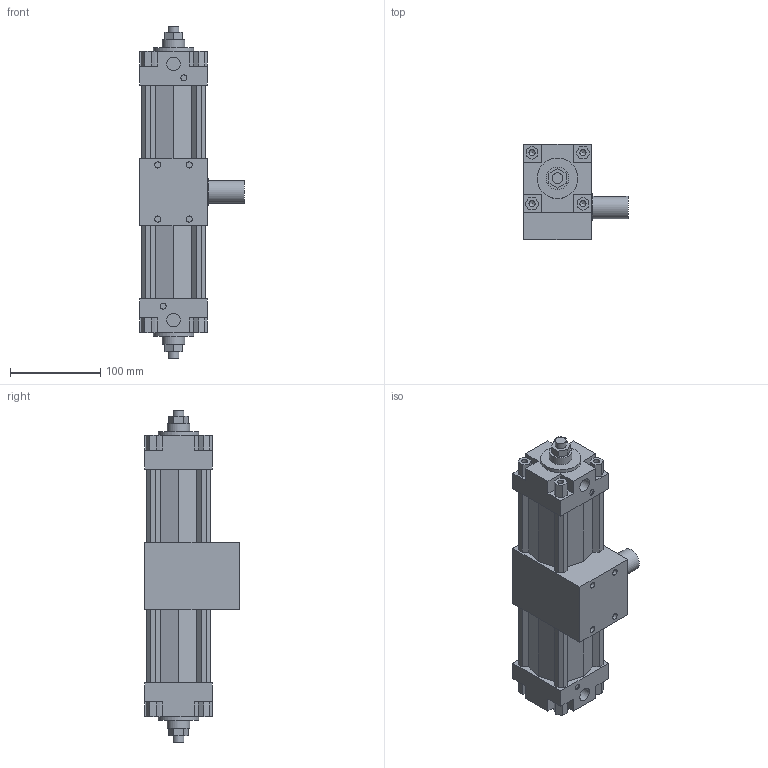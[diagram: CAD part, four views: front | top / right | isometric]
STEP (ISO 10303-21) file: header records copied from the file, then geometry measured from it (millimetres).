
FILE_DESCRIPTION(/* description */ ('CIL.ROTANTE d.63 180Gr. MAGN. '),/* implementation_level */ '2;1');
FILE_NAME(/* name */ '1332_63_90_01R.stp',/* time_stamp */ '2019-06-21T09:55:56+02:00',/* author */ ('maniean1'),/* organization */ ('Pneumax S.p.A.'),/* preprocessor_version */ 'ST-DEVELOPER v17',/* originating_system */ 'Autodesk Inventor 2019',/* authorisation */ '');
FILE_SCHEMA (('AUTOMOTIVE_DESIGN { 1 0 10303 214 3 1 1 }'));
Length unit declared in the file: millimetre
Products named in the file (1): 1332_63_90_01R
Bounding box: 116 x 105 x 368 mm (x, y, z)
Volume: 1721548.5 mm3; surface area: 139023.3 mm2
Topology: 1 solids, 1 shells, 229 faces, 610 edges, 418 vertices
Faces by surface type: plane 191, cylinder 30, cone 8
Full cylindrical faces by diameter (mm): 6.5 x2, 6.75 x8, 6.9 x8, 12 x2, 15.2 x2, 25 x3, 30 x1, 45 x2
Entity records: 7239 total; most frequent: CARTESIAN_POINT 1286, ORIENTED_EDGE 1204, DIRECTION 1156, EDGE_CURVE 602, LINE 500, VECTOR 500, VERTEX_POINT 418, AXIS2_PLACEMENT_3D 328
